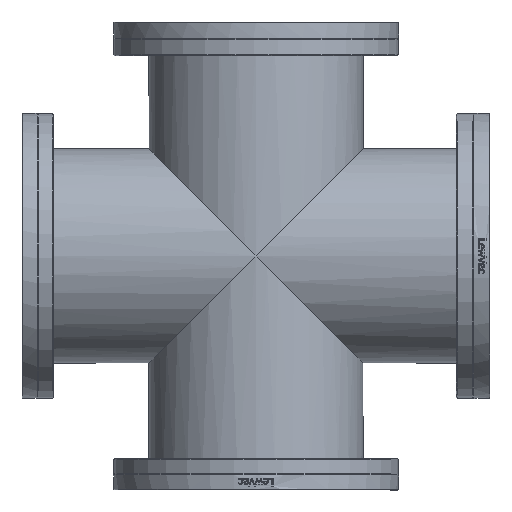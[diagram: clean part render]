
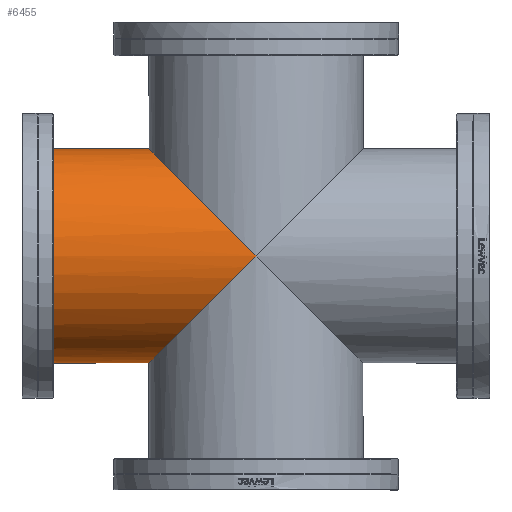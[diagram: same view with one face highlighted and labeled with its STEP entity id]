
A CAD part, left-side view. The second image highlights one B-rep face of the part: STEP entity #6455.
In plain terms, the highlighted cylindrical face has radius 76.2 mm (diameter 152.4 mm), a full revolution.
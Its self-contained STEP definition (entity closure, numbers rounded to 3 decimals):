
#11=ELLIPSE('',#7124,107.763,76.2);
#14=ELLIPSE('',#7127,107.763,76.2);
#15=ELLIPSE('',#7129,107.763,76.2);
#540=CYLINDRICAL_SURFACE('',#7133,76.2);
#1069=FACE_OUTER_BOUND('',#1523,.T.);
#1523=EDGE_LOOP('',(#6006,#6007,#6008,#6009,#6010,#6011));
#1870=LINE('',#36735,#2215);
#2215=VECTOR('',#8632,76.2);
#2530=CIRCLE('',#7134,76.2);
#3150=VERTEX_POINT('',#36713);
#3151=VERTEX_POINT('',#36714);
#3155=VERTEX_POINT('',#36722);
#3157=VERTEX_POINT('',#36733);
#4098=EDGE_CURVE('',#3150,#3151,#11,.T.);
#4103=EDGE_CURVE('',#3151,#3155,#14,.T.);
#4104=EDGE_CURVE('',#3155,#3150,#15,.T.);
#4108=EDGE_CURVE('',#3157,#3157,#2530,.T.);
#4109=EDGE_CURVE('',#3157,#3151,#1870,.T.);
#6006=ORIENTED_EDGE('',*,*,#4108,.F.);
#6007=ORIENTED_EDGE('',*,*,#4109,.T.);
#6008=ORIENTED_EDGE('',*,*,#4103,.T.);
#6009=ORIENTED_EDGE('',*,*,#4104,.T.);
#6010=ORIENTED_EDGE('',*,*,#4098,.T.);
#6011=ORIENTED_EDGE('',*,*,#4109,.F.);
#6455=ADVANCED_FACE('',(#1069),#540,.T.);
#7124=AXIS2_PLACEMENT_3D('',#36715,#8607,#8608);
#7127=AXIS2_PLACEMENT_3D('',#36724,#8615,#8616);
#7129=AXIS2_PLACEMENT_3D('',#36726,#8619,#8620);
#7133=AXIS2_PLACEMENT_3D('',#36732,#8628,#8629);
#7134=AXIS2_PLACEMENT_3D('',#36734,#8630,#8631);
#8607=DIRECTION('center_axis',(-0.707,0.,
0.707));
#8608=DIRECTION('ref_axis',(-0.707,0.,-0.707));
#8615=DIRECTION('center_axis',(-0.707,0.,
0.707));
#8616=DIRECTION('ref_axis',(-0.707,0.,-0.707));
#8619=DIRECTION('center_axis',(0.707,0.,0.707));
#8620=DIRECTION('ref_axis',(-0.707,0.,0.707));
#8628=DIRECTION('center_axis',(0.,0.,1.));
#8629=DIRECTION('ref_axis',(-1.,0.,0.));
#8630=DIRECTION('center_axis',(0.,0.,1.));
#8631=DIRECTION('ref_axis',(-1.,0.,0.));
#8632=DIRECTION('',(0.,0.,-1.));
#36713=CARTESIAN_POINT('',(0.,-76.2,0.));
#36714=CARTESIAN_POINT('',(76.2,0.,76.2));
#36715=CARTESIAN_POINT('Origin',(0.,0.,0.));
#36722=CARTESIAN_POINT('',(0.,76.2,0.));
#36724=CARTESIAN_POINT('Origin',(0.,0.,0.));
#36726=CARTESIAN_POINT('Origin',(0.,0.,0.));
#36732=CARTESIAN_POINT('Origin',(0.,0.,0.));
#36733=CARTESIAN_POINT('',(76.2,0.,153.9));
#36734=CARTESIAN_POINT('Origin',(0.,0.,153.9));
#36735=CARTESIAN_POINT('',(76.2,0.,0.));
